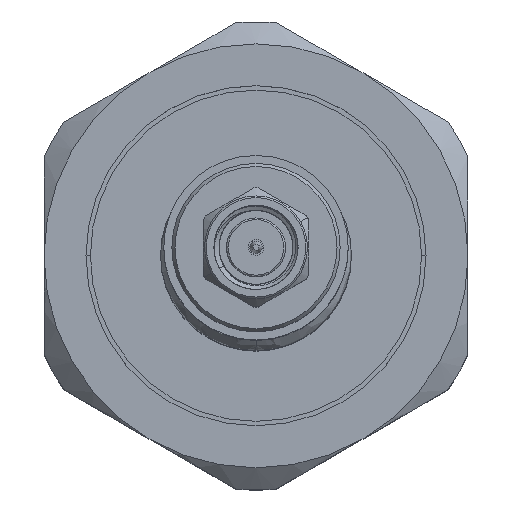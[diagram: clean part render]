
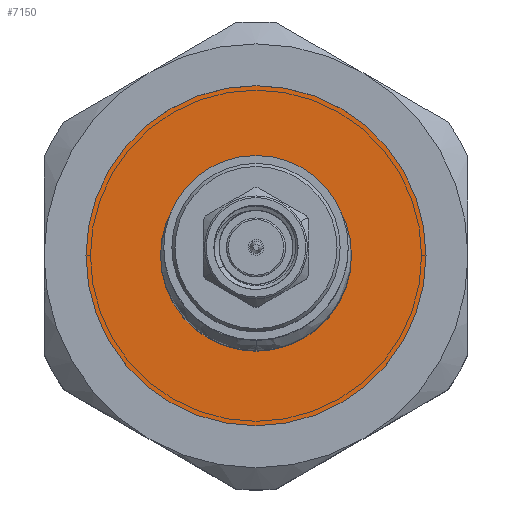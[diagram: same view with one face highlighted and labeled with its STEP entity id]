
A CAD part, top view. The second image highlights one B-rep face of the part: STEP entity #7150.
In plain terms, the highlighted face is planar.
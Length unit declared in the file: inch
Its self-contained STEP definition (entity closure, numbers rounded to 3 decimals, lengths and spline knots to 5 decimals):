
#193 = AXIS2_PLACEMENT_3D ( 'NONE', #493, #5626, #5499 ) ;
#254 = CIRCLE ( 'NONE', #5928, 0.24939 ) ;
#260 = AXIS2_PLACEMENT_3D ( 'NONE', #7629, #6171, #1768 ) ;
#493 = CARTESIAN_POINT ( 'NONE',  ( 0.77915, 0., 0. ) ) ;
#545 = CARTESIAN_POINT ( 'NONE',  ( 0.77915, 0., 0. ) ) ;
#1290 = CIRCLE ( 'NONE', #7354, 0.24939 ) ;
#1412 = CIRCLE ( 'NONE', #193, 0.50527 ) ;
#1768 = DIRECTION ( 'NONE',  ( 0., 0., 1. ) ) ;
#2049 = CARTESIAN_POINT ( 'NONE',  ( 0.77915, 0., -0.24939 ) ) ;
#2161 = DIRECTION ( 'NONE',  ( -1., 0., 0. ) ) ;
#2295 = AXIS2_PLACEMENT_3D ( 'NONE', #7029, #4055, #9267 ) ;
#2544 = ORIENTED_EDGE ( 'NONE', *, *, #8972, .F. ) ;
#2654 = FACE_OUTER_BOUND ( 'NONE', #3954, .T. ) ;
#3030 = ORIENTED_EDGE ( 'NONE', *, *, #5405, .T. ) ;
#3605 = CARTESIAN_POINT ( 'NONE',  ( 0.77915, 0., 0.24939 ) ) ;
#3620 = DIRECTION ( 'NONE',  ( 0., 0., 1. ) ) ;
#3954 = EDGE_LOOP ( 'NONE', ( #2544, #4627 ) ) ;
#4055 = DIRECTION ( 'NONE',  ( -1., 0., 0. ) ) ;
#4627 = ORIENTED_EDGE ( 'NONE', *, *, #6957, .F. ) ;
#4790 = VERTEX_POINT ( 'NONE', #5227 ) ;
#5212 = EDGE_LOOP ( 'NONE', ( #7896, #3030 ) ) ;
#5227 = CARTESIAN_POINT ( 'NONE',  ( 0.77915, 0., -0.50527 ) ) ;
#5405 = EDGE_CURVE ( 'NONE', #9271, #6736, #1290, .T. ) ;
#5499 = DIRECTION ( 'NONE',  ( 0., 0., 1. ) ) ;
#5626 = DIRECTION ( 'NONE',  ( -1., 0., 0. ) ) ;
#5928 = AXIS2_PLACEMENT_3D ( 'NONE', #6187, #8335, #9100 ) ;
#6171 = DIRECTION ( 'NONE',  ( -1., 0., 0. ) ) ;
#6187 = CARTESIAN_POINT ( 'NONE',  ( 0.77915, 0., 0. ) ) ;
#6736 = VERTEX_POINT ( 'NONE', #3605 ) ;
#6874 = EDGE_CURVE ( 'NONE', #6736, #9271, #254, .T. ) ;
#6957 = EDGE_CURVE ( 'NONE', #4790, #7602, #1412, .T. ) ;
#7029 = CARTESIAN_POINT ( 'NONE',  ( 0.77915, 0.50527, 0. ) ) ;
#7150 = ADVANCED_FACE ( 'NONE', ( #2654, #9244 ), #8449, .F. ) ;
#7354 = AXIS2_PLACEMENT_3D ( 'NONE', #545, #2161, #3620 ) ;
#7602 = VERTEX_POINT ( 'NONE', #8434 ) ;
#7629 = CARTESIAN_POINT ( 'NONE',  ( 0.77915, 0., 0. ) ) ;
#7896 = ORIENTED_EDGE ( 'NONE', *, *, #6874, .T. ) ;
#8050 = CIRCLE ( 'NONE', #260, 0.50527 ) ;
#8335 = DIRECTION ( 'NONE',  ( -1., 0., 0. ) ) ;
#8434 = CARTESIAN_POINT ( 'NONE',  ( 0.77915, 0., 0.50527 ) ) ;
#8449 = PLANE ( 'NONE',  #2295 ) ;
#8972 = EDGE_CURVE ( 'NONE', #7602, #4790, #8050, .T. ) ;
#9100 = DIRECTION ( 'NONE',  ( 0., 0., 1. ) ) ;
#9244 = FACE_BOUND ( 'NONE', #5212, .T. ) ;
#9267 = DIRECTION ( 'NONE',  ( 0., 0., 1. ) ) ;
#9271 = VERTEX_POINT ( 'NONE', #2049 ) ;
